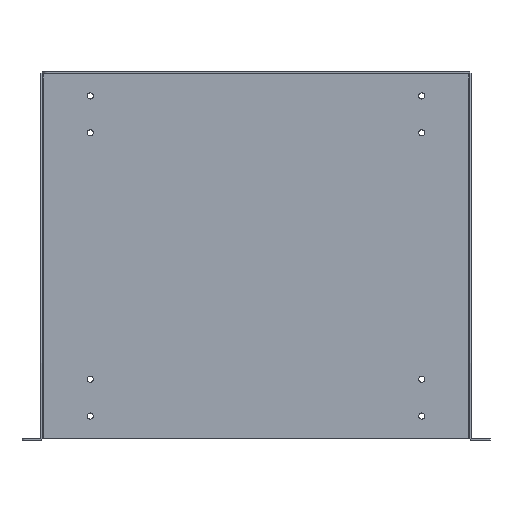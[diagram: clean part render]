
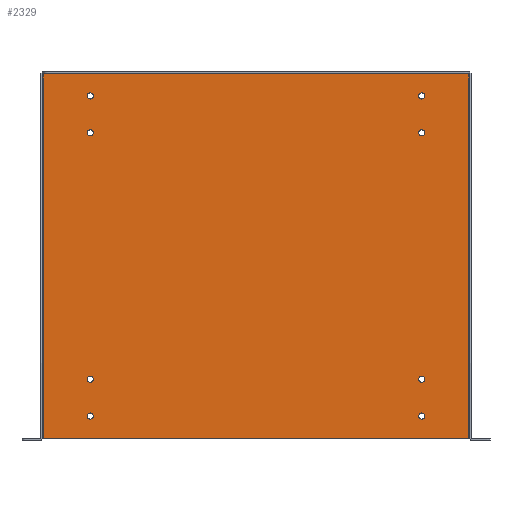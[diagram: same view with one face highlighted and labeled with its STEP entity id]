
A CAD part, top view. The second image highlights one B-rep face of the part: STEP entity #2329.
In plain terms, the highlighted planar face has unit normal (0, 0, 1).
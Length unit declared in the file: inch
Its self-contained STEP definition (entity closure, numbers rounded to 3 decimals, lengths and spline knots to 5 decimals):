
#38 = ORIENTED_EDGE ( 'NONE', *, *, #2397, .T. ) ;
#102 = CARTESIAN_POINT ( 'NONE',  ( 8.642, 7.464, 0.072 ) ) ;
#116 = EDGE_CURVE ( 'NONE', #2973, #1546, #2854, .T. ) ;
#120 = CARTESIAN_POINT ( 'NONE',  ( 8.642, -7.464, 0.072 ) ) ;
#173 = CARTESIAN_POINT ( 'NONE',  ( -8.642, 7.356, 0.072 ) ) ;
#190 = EDGE_CURVE ( 'NONE', #1403, #1403, #1647, .T. ) ;
#209 = CARTESIAN_POINT ( 'NONE',  ( 8.642, 7.356, 0.072 ) ) ;
#214 = ORIENTED_EDGE ( 'NONE', *, *, #244, .T. ) ;
#223 = DIRECTION ( 'NONE',  ( 1., 0., 0. ) ) ;
#244 = EDGE_CURVE ( 'NONE', #3074, #3074, #1246, .T. ) ;
#307 = EDGE_CURVE ( 'NONE', #1455, #1455, #717, .T. ) ;
#312 = VERTEX_POINT ( 'NONE', #1184 ) ;
#319 = DIRECTION ( 'NONE',  ( 0., -1., 0. ) ) ;
#389 = ORIENTED_EDGE ( 'NONE', *, *, #2959, .T. ) ;
#434 = EDGE_LOOP ( 'NONE', ( #1467 ) ) ;
#536 = DIRECTION ( 'NONE',  ( 0., 0., -1. ) ) ;
#582 = EDGE_LOOP ( 'NONE', ( #1120 ) ) ;
#592 = CARTESIAN_POINT ( 'NONE',  ( -6.609, -6.536, 0.072 ) ) ;
#625 = CIRCLE ( 'NONE', #3333, 0.125 ) ;
#670 = DIRECTION ( 'NONE',  ( 0., 0., -1. ) ) ;
#717 = CIRCLE ( 'NONE', #2868, 0.125 ) ;
#726 = LINE ( 'NONE', #1529, #2585 ) ;
#782 = DIRECTION ( 'NONE',  ( 0., 0., -1. ) ) ;
#807 = EDGE_LOOP ( 'NONE', ( #3071, #1784, #3294, #2911 ) ) ;
#808 = AXIS2_PLACEMENT_3D ( 'NONE', #3283, #782, #3011 ) ;
#834 = CARTESIAN_POINT ( 'NONE',  ( -6.609, 4.964, 0.072 ) ) ;
#848 = DIRECTION ( 'NONE',  ( -1., 0., 0. ) ) ;
#882 = CARTESIAN_POINT ( 'NONE',  ( -6.734, 4.964, 0.072 ) ) ;
#886 = CIRCLE ( 'NONE', #2694, 0.125 ) ;
#889 = AXIS2_PLACEMENT_3D ( 'NONE', #1450, #3185, #3444 ) ;
#891 = VECTOR ( 'NONE', #3243, 39.37008 ) ;
#1101 = FACE_BOUND ( 'NONE', #582, .T. ) ;
#1103 = EDGE_CURVE ( 'NONE', #1546, #1195, #3415, .T. ) ;
#1120 = ORIENTED_EDGE ( 'NONE', *, *, #3032, .T. ) ;
#1138 = DIRECTION ( 'NONE',  ( 0., 0., -1. ) ) ;
#1143 = VERTEX_POINT ( 'NONE', #2259 ) ;
#1184 = CARTESIAN_POINT ( 'NONE',  ( 6.859, -6.536, 0.072 ) ) ;
#1195 = VERTEX_POINT ( 'NONE', #120 ) ;
#1246 = CIRCLE ( 'NONE', #889, 0.125 ) ;
#1352 = DIRECTION ( 'NONE',  ( 0., 0., -1. ) ) ;
#1357 = DIRECTION ( 'NONE',  ( 1., 0., 0. ) ) ;
#1383 = FACE_BOUND ( 'NONE', #1681, .T. ) ;
#1387 = VERTEX_POINT ( 'NONE', #2784 ) ;
#1403 = VERTEX_POINT ( 'NONE', #592 ) ;
#1418 = VERTEX_POINT ( 'NONE', #2028 ) ;
#1450 = CARTESIAN_POINT ( 'NONE',  ( 6.734, -5.036, 0.072 ) ) ;
#1455 = VERTEX_POINT ( 'NONE', #834 ) ;
#1467 = ORIENTED_EDGE ( 'NONE', *, *, #190, .T. ) ;
#1505 = ORIENTED_EDGE ( 'NONE', *, *, #307, .T. ) ;
#1529 = CARTESIAN_POINT ( 'NONE',  ( -8.642, 7.464, 0.072 ) ) ;
#1546 = VERTEX_POINT ( 'NONE', #209 ) ;
#1560 = EDGE_CURVE ( 'NONE', #312, #312, #886, .T. ) ;
#1627 = CIRCLE ( 'NONE', #808, 0.125 ) ;
#1632 = EDGE_LOOP ( 'NONE', ( #214 ) ) ;
#1647 = CIRCLE ( 'NONE', #2645, 0.125 ) ;
#1671 = EDGE_LOOP ( 'NONE', ( #1505 ) ) ;
#1681 = EDGE_LOOP ( 'NONE', ( #389 ) ) ;
#1750 = CARTESIAN_POINT ( 'NONE',  ( -6.609, 6.464, 0.072 ) ) ;
#1784 = ORIENTED_EDGE ( 'NONE', *, *, #2192, .F. ) ;
#1803 = DIRECTION ( 'NONE',  ( 0., 1., 0. ) ) ;
#1859 = CARTESIAN_POINT ( 'NONE',  ( -8.75, -7.464, 0.072 ) ) ;
#1912 = FACE_BOUND ( 'NONE', #434, .T. ) ;
#1950 = FACE_BOUND ( 'NONE', #2619, .T. ) ;
#2003 = DIRECTION ( 'NONE',  ( 1., 0., 0. ) ) ;
#2011 = DIRECTION ( 'NONE',  ( 1., 0., 0. ) ) ;
#2028 = CARTESIAN_POINT ( 'NONE',  ( 6.859, 4.964, 0.072 ) ) ;
#2067 = DIRECTION ( 'NONE',  ( 1., 0., 0. ) ) ;
#2069 = CIRCLE ( 'NONE', #2808, 0.125 ) ;
#2086 = EDGE_CURVE ( 'NONE', #2887, #1195, #2967, .T. ) ;
#2108 = DIRECTION ( 'NONE',  ( 1., 0., 0. ) ) ;
#2128 = AXIS2_PLACEMENT_3D ( 'NONE', #2191, #536, #848 ) ;
#2175 = CARTESIAN_POINT ( 'NONE',  ( -8.642, -7.464, 0.072 ) ) ;
#2191 = CARTESIAN_POINT ( 'NONE',  ( -8.75, 7.464, 0.072 ) ) ;
#2192 = EDGE_CURVE ( 'NONE', #2887, #2973, #726, .T. ) ;
#2240 = FACE_BOUND ( 'NONE', #1632, .T. ) ;
#2259 = CARTESIAN_POINT ( 'NONE',  ( 6.859, 6.464, 0.072 ) ) ;
#2286 = CARTESIAN_POINT ( 'NONE',  ( 6.734, 4.964, 0.072 ) ) ;
#2329 = ADVANCED_FACE ( 'NONE', ( #3070, #1101, #3329, #2240, #3350, #1912, #1383, #3310, #1950 ), #3055, .F. ) ;
#2344 = CARTESIAN_POINT ( 'NONE',  ( -6.734, -6.536, 0.072 ) ) ;
#2397 = EDGE_CURVE ( 'NONE', #1418, #1418, #2069, .T. ) ;
#2431 = EDGE_LOOP ( 'NONE', ( #38 ) ) ;
#2460 = DIRECTION ( 'NONE',  ( 0., 0., -1. ) ) ;
#2481 = ORIENTED_EDGE ( 'NONE', *, *, #1560, .T. ) ;
#2579 = VECTOR ( 'NONE', #2011, 39.37008 ) ;
#2585 = VECTOR ( 'NONE', #1803, 39.37008 ) ;
#2586 = DIRECTION ( 'NONE',  ( 0., 0., -1. ) ) ;
#2619 = EDGE_LOOP ( 'NONE', ( #3177 ) ) ;
#2645 = AXIS2_PLACEMENT_3D ( 'NONE', #2344, #670, #2067 ) ;
#2694 = AXIS2_PLACEMENT_3D ( 'NONE', #3524, #1352, #223 ) ;
#2737 = EDGE_CURVE ( 'NONE', #1143, #1143, #625, .T. ) ;
#2784 = CARTESIAN_POINT ( 'NONE',  ( -6.609, -5.036, 0.072 ) ) ;
#2808 = AXIS2_PLACEMENT_3D ( 'NONE', #2286, #1138, #2003 ) ;
#2854 = LINE ( 'NONE', #3368, #2579 ) ;
#2868 = AXIS2_PLACEMENT_3D ( 'NONE', #882, #2586, #3424 ) ;
#2887 = VERTEX_POINT ( 'NONE', #2175 ) ;
#2910 = CIRCLE ( 'NONE', #3314, 0.125 ) ;
#2911 = ORIENTED_EDGE ( 'NONE', *, *, #1103, .F. ) ;
#2920 = CARTESIAN_POINT ( 'NONE',  ( 6.734, 6.464, 0.072 ) ) ;
#2959 = EDGE_CURVE ( 'NONE', #3370, #3370, #1627, .T. ) ;
#2967 = LINE ( 'NONE', #1859, #891 ) ;
#2973 = VERTEX_POINT ( 'NONE', #173 ) ;
#3011 = DIRECTION ( 'NONE',  ( 1., 0., 0. ) ) ;
#3032 = EDGE_CURVE ( 'NONE', #1387, #1387, #2910, .T. ) ;
#3048 = CARTESIAN_POINT ( 'NONE',  ( -6.734, -5.036, 0.072 ) ) ;
#3055 = PLANE ( 'NONE',  #2128 ) ;
#3056 = EDGE_LOOP ( 'NONE', ( #2481 ) ) ;
#3070 = FACE_OUTER_BOUND ( 'NONE', #807, .T. ) ;
#3071 = ORIENTED_EDGE ( 'NONE', *, *, #116, .F. ) ;
#3074 = VERTEX_POINT ( 'NONE', #3334 ) ;
#3151 = DIRECTION ( 'NONE',  ( 0., 0., -1. ) ) ;
#3177 = ORIENTED_EDGE ( 'NONE', *, *, #2737, .T. ) ;
#3185 = DIRECTION ( 'NONE',  ( 0., 0., -1. ) ) ;
#3243 = DIRECTION ( 'NONE',  ( 1., 0., 0. ) ) ;
#3283 = CARTESIAN_POINT ( 'NONE',  ( -6.734, 6.464, 0.072 ) ) ;
#3294 = ORIENTED_EDGE ( 'NONE', *, *, #2086, .T. ) ;
#3310 = FACE_BOUND ( 'NONE', #3056, .T. ) ;
#3314 = AXIS2_PLACEMENT_3D ( 'NONE', #3048, #2460, #1357 ) ;
#3329 = FACE_BOUND ( 'NONE', #2431, .T. ) ;
#3333 = AXIS2_PLACEMENT_3D ( 'NONE', #2920, #3151, #2108 ) ;
#3334 = CARTESIAN_POINT ( 'NONE',  ( 6.859, -5.036, 0.072 ) ) ;
#3350 = FACE_BOUND ( 'NONE', #1671, .T. ) ;
#3368 = CARTESIAN_POINT ( 'NONE',  ( -8.75, 7.356, 0.072 ) ) ;
#3370 = VERTEX_POINT ( 'NONE', #1750 ) ;
#3404 = VECTOR ( 'NONE', #319, 39.37008 ) ;
#3415 = LINE ( 'NONE', #102, #3404 ) ;
#3424 = DIRECTION ( 'NONE',  ( 1., 0., 0. ) ) ;
#3444 = DIRECTION ( 'NONE',  ( 1., 0., 0. ) ) ;
#3524 = CARTESIAN_POINT ( 'NONE',  ( 6.734, -6.536, 0.072 ) ) ;
